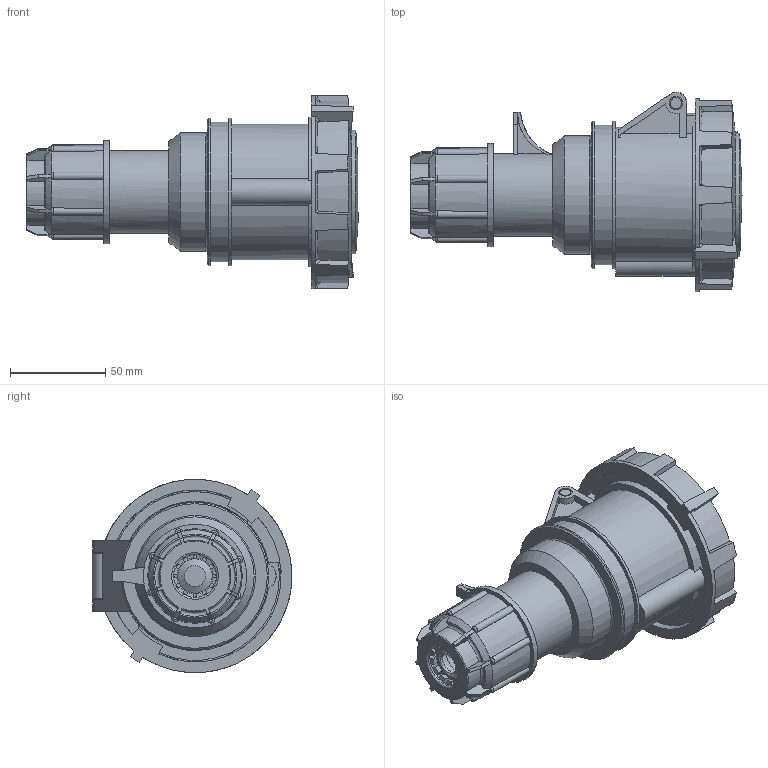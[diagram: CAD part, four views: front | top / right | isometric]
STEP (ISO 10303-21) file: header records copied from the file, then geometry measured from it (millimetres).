
FILE_DESCRIPTION (( 'STEP AP203' ), '1' );
FILE_NAME ('ps-2252-32-380.ÃÌ Ðîçåòêà ïåðåíîñíàÿ 2252 3Ð+ÐÅ 32À 380Â IP67 EKF PROxima.STEP', '2025-10-24T07:52:10', ( '' ), ( '' ), 'SwSTEP 2.0', 'SolidWorks 2021', '' );
FILE_SCHEMA (( 'CONFIG_CONTROL_DESIGN' ));
Length unit declared in the file: millimetre
Products named in the file (8): Êîïèÿ çàæèì áîëüøîé^ps-2252-32-380.ÃÌ Ðîçåòêà ïåðåíîñíàÿ 2252 3Ð+ÐÅ 32À 380Â IP67 EKF PROxima_00; Êîïèÿ PS-1152-16-380.004 Øïëèíò^ps-2252-32-380.ÃÌ Ðîçåòêà ïåðåíîñíàÿ 2252 3Ð+ÐÅ 32À 380Â IP67 EKF PROxima; Êîïèÿ Çàæèìíàÿ ãàéêà áîëüøàÿ^ps-2252-32-380.ÃÌ Ðîçåòêà ïåðåíîñíàÿ 2252 3Ð+ÐÅ 32À 380Â IP67 EKF PROxima_00; Êîïèÿ Êîïèÿ PS-1152-16-380.003 Êðûøêà^ps-2252-32-380.ÃÌ Ðîçåòêà ïåðåíîñíàÿ 2252 3Ð+ÐÅ 32À 380Â IP67 EKF PROxima; Êîïèÿ ïðîêëàäêà ñàëüíèêà áîëüøàÿ^ps-2252-32-380.ÃÌ Ðîçåòêà ïåðåíîñíàÿ 2252 3Ð+ÐÅ 32À 380Â IP67 EKF PROxima_00; ps-2252-32-380.ÃÌ Ðîçåòêà ïåðåíîñíàÿ 2252 3Ð+ÐÅ 32À 380Â IP67 EKF PROxima; Êîïèÿ PS-1152-16-380.002 Êîðïóñ^ps-2252-32-380.ÃÌ Ðîçåòêà ïåðåíîñíàÿ 2252 3Ð+ÐÅ 32À 380Â IP67 EKF PROxima; Êîïèÿ êîðïóñ áîëüøîé^ps-2252-32-380.ÃÌ Ðîçåòêà ïåðåíîñíàÿ 2252 3Ð+ÐÅ 32À 380Â IP67 EKF PROxima_00
Assembly tree (7 placements, depth 2):
  ps-2252-32-380.ÃÌ Ðîçåòêà ïåðåíîñíàÿ 2252 3Ð+ÐÅ 32À 380Â IP67 EKF PROxima
    Êîïèÿ PS-1152-16-380.002 Êîðïóñ^ps-2252-32-380.ÃÌ Ðîçåòêà ïåðåíîñíàÿ 2252 3Ð+ÐÅ 32À 380Â IP67 EKF PROxima
    Êîïèÿ Êîïèÿ PS-1152-16-380.003 Êðûøêà^ps-2252-32-380.ÃÌ Ðîçåòêà ïåðåíîñíàÿ 2252 3Ð+ÐÅ 32À 380Â IP67 EKF PROxima
    Êîïèÿ PS-1152-16-380.004 Øïëèíò^ps-2252-32-380.ÃÌ Ðîçåòêà ïåðåíîñíàÿ 2252 3Ð+ÐÅ 32À 380Â IP67 EKF PROxima
    Êîïèÿ çàæèì áîëüøîé^ps-2252-32-380.ÃÌ Ðîçåòêà ïåðåíîñíàÿ 2252 3Ð+ÐÅ 32À 380Â IP67 EKF PROxima_00
    Êîïèÿ Çàæèìíàÿ ãàéêà áîëüøàÿ^ps-2252-32-380.ÃÌ Ðîçåòêà ïåðåíîñíàÿ 2252 3Ð+ÐÅ 32À 380Â IP67 EKF PROxima_00
    Êîïèÿ ïðîêëàäêà ñàëüíèêà áîëüøàÿ^ps-2252-32-380.ÃÌ Ðîçåòêà ïåðåíîñíàÿ 2252 3Ð+ÐÅ 32À 380Â IP67 EKF PROxima_00
    Êîïèÿ êîðïóñ áîëüøîé^ps-2252-32-380.ÃÌ Ðîçåòêà ïåðåíîñíàÿ 2252 3Ð+ÐÅ 32À 380Â IP67 EKF PROxima_00
Bounding box: 174.06 x 104.69 x 101.47 mm (x, y, z)
Volume: 446775.1 mm3; surface area: 148915.5 mm2
Topology: 7 solids, 8 shells, 459 faces, 1252 edges, 823 vertices
Faces by surface type: plane 255, cylinder 103, cone 47, torus 28, bspline 25, sphere 1
Full cylindrical faces by diameter (mm): 7 x4, 7.5 x4, 9.5 x1, 11 x1, 14 x4, 22.25 x1, 22.5 x1, 31 x1, 34 x1, 34.25 x1, 35 x1, 38 x2, 38.5 x1, 43.5 x1, 45.5 x1, 46.15 x1, 51.5 x1, 54.25 x1, 62 x1, 62.5 x1, 64.5 x1, 64.75 x1, 68.5 x1, 73 x1, 77.3 x2, 90.25 x1
Entity records: 16343 total; most frequent: CARTESIAN_POINT 4731, ORIENTED_EDGE 2366, DIRECTION 2044, EDGE_CURVE 1183, AXIS2_PLACEMENT_3D 825, VERTEX_POINT 810, EDGE_LOOP 559, FACE_OUTER_BOUND 500
